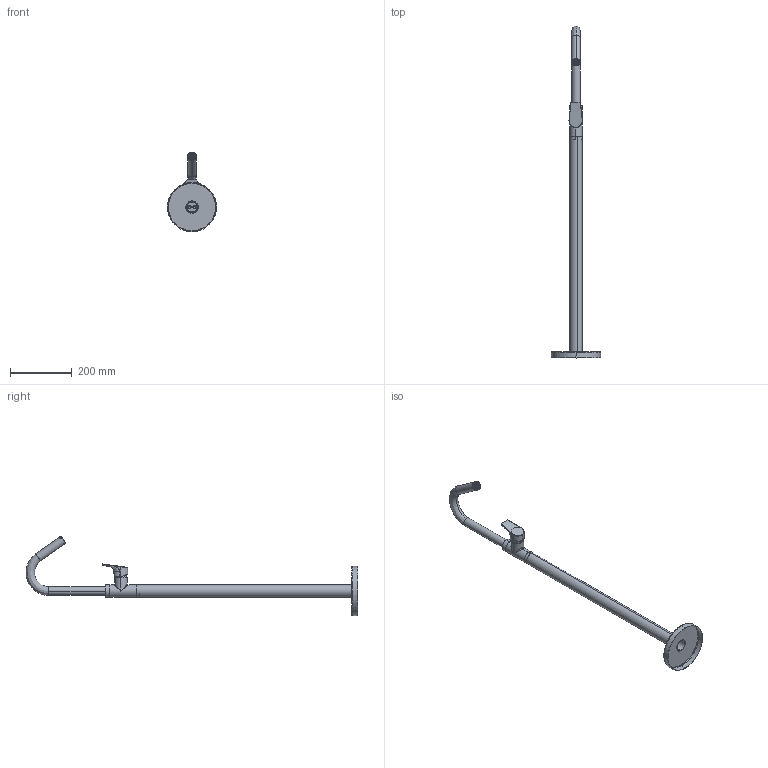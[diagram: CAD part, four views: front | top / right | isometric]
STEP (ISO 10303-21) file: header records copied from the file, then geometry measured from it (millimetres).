
FILE_DESCRIPTION (( 'STEP AP203' ), '1' );
FILE_NAME ('21AP03370.STEP', '2021-07-07T11:52:38', ( '' ), ( '' ), 'SwSTEP 2.0', 'SolidWorks 2021', '' );
FILE_SCHEMA (( 'CONFIG_CONTROL_DESIGN' ));
Length unit declared in the file: millimetre
Products named in the file (1): 21AP03370
Bounding box: 160 x 1077.37 x 257.97 mm (x, y, z)
Volume: 348920.7 mm3; surface area: 353168 mm2
Topology: 9 solids, 9 shells, 1447 faces, 3626 edges, 2402 vertices
Faces by surface type: plane 1199, cylinder 202, bspline 25, cone 9, torus 8, sphere 4
Entity records: 46777 total; most frequent: CARTESIAN_POINT 11927, ORIENTED_EDGE 7244, DIRECTION 6789, EDGE_CURVE 3622, LINE 3051, VECTOR 3051, VERTEX_POINT 2402, AXIS2_PLACEMENT_3D 1869
